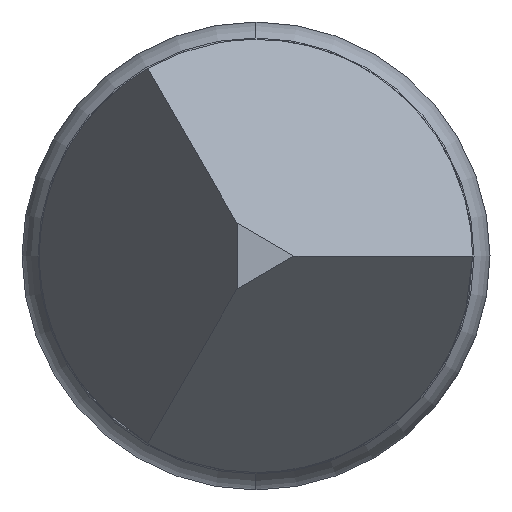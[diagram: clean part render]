
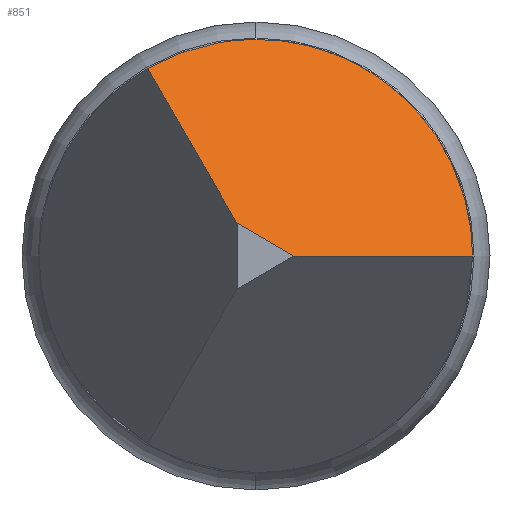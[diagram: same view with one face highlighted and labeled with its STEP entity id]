
A CAD part, left-side view. The second image highlights one B-rep face of the part: STEP entity #851.
In plain terms, the highlighted planar face has unit normal (-0.5, -0.433, 0.75).
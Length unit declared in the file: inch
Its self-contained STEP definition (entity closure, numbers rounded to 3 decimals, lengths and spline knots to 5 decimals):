
#6 = LINE ( 'NONE', #877, #577 ) ;
#31 = VERTEX_POINT ( 'NONE', #1136 ) ;
#77 = CARTESIAN_POINT ( 'NONE',  ( -0.25279, 0., 0.01425 ) ) ;
#80 = ORIENTED_EDGE ( 'NONE', *, *, #564, .F. ) ;
#82 = VERTEX_POINT ( 'NONE', #374 ) ;
#109 = ORIENTED_EDGE ( 'NONE', *, *, #742, .F. ) ;
#139 = ORIENTED_EDGE ( 'NONE', *, *, #1080, .F. ) ;
#160 = ORIENTED_EDGE ( 'NONE', *, *, #764, .T. ) ;
#169 = CARTESIAN_POINT ( 'NONE',  ( -0.272, -0.0025, 0. ) ) ;
#192 = ORIENTED_EDGE ( 'NONE', *, *, #355, .F. ) ;
#194 = VERTEX_POINT ( 'NONE', #761 ) ;
#199 = CARTESIAN_POINT ( 'NONE',  ( -0.26182, -0.01425, 0. ) ) ;
#296 = LINE ( 'NONE', #1079, #373 ) ;
#305 = VERTEX_POINT ( 'NONE', #805 ) ;
#352 = LINE ( 'NONE', #1369, #386 ) ;
#355 = EDGE_CURVE ( 'NONE', #1056, #31, #6, .T. ) ;
#365 =( BOUNDED_CURVE ( )  B_SPLINE_CURVE ( 3, ( #815, #808, #830, #836 ),
 .UNSPECIFIED., .F., .T. ) 
 B_SPLINE_CURVE_WITH_KNOTS ( ( 4, 4 ),
 ( 5.23599, 5.75959 ),
 .UNSPECIFIED. ) 
 CURVE ( )  GEOMETRIC_REPRESENTATION_ITEM ( )  RATIONAL_B_SPLINE_CURVE ( ( 1., 0.977, 0.977, 1. ) ) 
 REPRESENTATION_ITEM ( '' )  );
#366 = FACE_OUTER_BOUND ( 'NONE', #1161, .T. ) ;
#373 = VECTOR ( 'NONE', #928, 39.37008 ) ;
#374 = CARTESIAN_POINT ( 'NONE',  ( -0.26182, 0.00713, 0.01234 ) ) ;
#386 = VECTOR ( 'NONE', #1320, 39.37008 ) ;
#432 = CARTESIAN_POINT ( 'NONE',  ( -0.2493, -0.01425, 0.00835 ) ) ;
#564 = EDGE_CURVE ( 'NONE', #31, #82, #352, .T. ) ;
#577 = VECTOR ( 'NONE', #834, 39.37008 ) ;
#625 =( BOUNDED_CURVE ( )  B_SPLINE_CURVE ( 3, ( #77, #1258, #432, #199 ),
 .UNSPECIFIED., .F., .T. ) 
 B_SPLINE_CURVE_WITH_KNOTS ( ( 4, 4 ),
 ( 5.75959, 7.33038 ),
 .UNSPECIFIED. ) 
 CURVE ( )  GEOMETRIC_REPRESENTATION_ITEM ( )  RATIONAL_B_SPLINE_CURVE ( ( 1., 0.805, 0.805, 1. ) ) 
 REPRESENTATION_ITEM ( '' )  );
#742 = EDGE_CURVE ( 'NONE', #82, #194, #365, .T. ) ;
#761 = CARTESIAN_POINT ( 'NONE',  ( -0.25279, 0., 0.01425 ) ) ;
#764 = EDGE_CURVE ( 'NONE', #1056, #305, #296, .T. ) ;
#805 = CARTESIAN_POINT ( 'NONE',  ( -0.26182, -0.01425, 0. ) ) ;
#808 = CARTESIAN_POINT ( 'NONE',  ( -0.25805, 0.00495, 0.0136 ) ) ;
#815 = CARTESIAN_POINT ( 'NONE',  ( -0.26182, 0.00713, 0.01234 ) ) ;
#826 = AXIS2_PLACEMENT_3D ( 'NONE', #1352, #1363, #1367 ) ;
#830 = CARTESIAN_POINT ( 'NONE',  ( -0.25497, 0.00252, 0.01425 ) ) ;
#834 = DIRECTION ( 'NONE',  ( 0., 0.866, 0.5 ) ) ;
#836 = CARTESIAN_POINT ( 'NONE',  ( -0.25279, 0., 0.01425 ) ) ;
#851 = ADVANCED_FACE ( 'NONE', ( #366 ), #1300, .T. ) ;
#877 = CARTESIAN_POINT ( 'NONE',  ( -0.272, -0.54067, -0.31071 ) ) ;
#928 = DIRECTION ( 'NONE',  ( 0.655, -0.756, 0. ) ) ;
#1056 = VERTEX_POINT ( 'NONE', #169 ) ;
#1079 = CARTESIAN_POINT ( 'NONE',  ( -0.00567, -0.31003, 0. ) ) ;
#1080 = EDGE_CURVE ( 'NONE', #194, #305, #625, .T. ) ;
#1136 = CARTESIAN_POINT ( 'NONE',  ( -0.272, 0.00125, 0.00217 ) ) ;
#1161 = EDGE_LOOP ( 'NONE', ( #192, #160, #139, #109, #80 ) ) ;
#1258 = CARTESIAN_POINT ( 'NONE',  ( -0.24556, -0.00835, 0.01425 ) ) ;
#1300 = PLANE ( 'NONE',  #826 ) ;
#1320 = DIRECTION ( 'NONE',  ( 0.655, 0.378, 0.655 ) ) ;
#1352 = CARTESIAN_POINT ( 'NONE',  ( -0.272, -0.54067, -0.31071 ) ) ;
#1363 = DIRECTION ( 'NONE',  ( -0.5, -0.433, 0.75 ) ) ;
#1367 = DIRECTION ( 'NONE',  ( 0.832, 0., 0.555 ) ) ;
#1369 = CARTESIAN_POINT ( 'NONE',  ( -0.00564, 0.15503, 0.26852 ) ) ;
